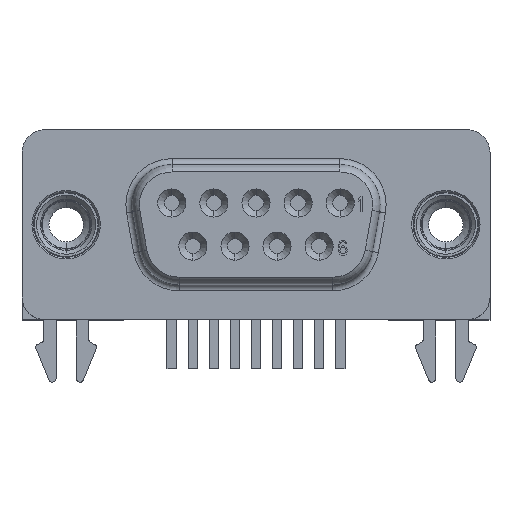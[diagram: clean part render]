
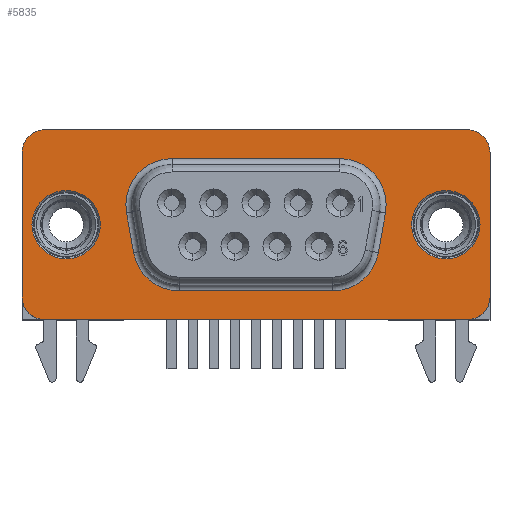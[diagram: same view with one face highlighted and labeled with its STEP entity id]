
A CAD part, top view. The second image highlights one B-rep face of the part: STEP entity #5835.
In plain terms, the highlighted planar face has unit normal (0, 0, 1).
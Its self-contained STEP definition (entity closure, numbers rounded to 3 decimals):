
#650=CARTESIAN_POINT('',(-13.9,4.75,-6.));
#651=DIRECTION('',(0.,0.,-1.));
#652=DIRECTION('',(-1.,0.,0.));
#653=AXIS2_PLACEMENT_3D('',#650,#651,#652);
#655=DIRECTION('',(1.,0.,0.));
#656=VECTOR('',#655,27.8);
#657=CARTESIAN_POINT('',(-13.9,6.25,-6.));
#658=LINE('',#657,#656);
#659=CARTESIAN_POINT('',(13.9,4.75,-6.));
#660=DIRECTION('',(0.,0.,-1.));
#661=DIRECTION('',(0.,1.,0.));
#662=AXIS2_PLACEMENT_3D('',#659,#660,#661);
#664=DIRECTION('',(0.,-1.,0.));
#665=VECTOR('',#664,9.5);
#666=CARTESIAN_POINT('',(15.4,4.75,-6.));
#667=LINE('',#666,#665);
#668=CARTESIAN_POINT('',(13.9,-4.75,-6.));
#669=DIRECTION('',(0.,0.,-1.));
#670=DIRECTION('',(1.,0.,0.));
#671=AXIS2_PLACEMENT_3D('',#668,#669,#670);
#673=DIRECTION('',(-1.,0.,0.));
#674=VECTOR('',#673,27.8);
#675=CARTESIAN_POINT('',(13.9,-6.25,-6.));
#676=LINE('',#675,#674);
#677=CARTESIAN_POINT('',(-13.9,-4.75,-6.));
#678=DIRECTION('',(0.,0.,-1.));
#679=DIRECTION('',(0.,-1.,0.));
#680=AXIS2_PLACEMENT_3D('',#677,#678,#679);
#682=DIRECTION('',(0.,1.,0.));
#683=VECTOR('',#682,9.5);
#684=CARTESIAN_POINT('',(-15.4,-4.75,-6.));
#685=LINE('',#684,#683);
#696=CARTESIAN_POINT('',(12.495,0.,-6.));
#697=DIRECTION('',(0.,0.,-1.));
#698=DIRECTION('',(0.,1.,0.));
#699=AXIS2_PLACEMENT_3D('',#696,#697,#698);
#701=CARTESIAN_POINT('',(12.495,0.,-6.));
#702=DIRECTION('',(0.,0.,-1.));
#703=DIRECTION('',(0.,-1.,0.));
#704=AXIS2_PLACEMENT_3D('',#701,#702,#703);
#736=CARTESIAN_POINT('',(-12.495,0.,-6.));
#737=DIRECTION('',(0.,0.,-1.));
#738=DIRECTION('',(0.,1.,0.));
#739=AXIS2_PLACEMENT_3D('',#736,#737,#738);
#741=CARTESIAN_POINT('',(-12.495,0.,-6.));
#742=DIRECTION('',(0.,0.,-1.));
#743=DIRECTION('',(0.,-1.,0.));
#744=AXIS2_PLACEMENT_3D('',#741,#742,#743);
#746=CARTESIAN_POINT('',(-5.063,-1.31,-6.));
#747=DIRECTION('',(0.,0.,-1.));
#748=DIRECTION('',(0.,-1.,0.));
#749=AXIS2_PLACEMENT_3D('',#746,#747,#748);
#751=DIRECTION('',(-1.,0.,0.));
#752=VECTOR('',#751,10.126);
#753=CARTESIAN_POINT('',(5.063,-4.35,-6.));
#754=LINE('',#753,#752);
#755=CARTESIAN_POINT('',(5.063,-1.31,-6.));
#756=DIRECTION('',(0.,0.,-1.));
#757=DIRECTION('',(0.985,-0.174,0.));
#758=AXIS2_PLACEMENT_3D('',#755,#756,#757);
#760=DIRECTION('',(-0.174,-0.985,0.));
#761=VECTOR('',#760,2.66);
#762=CARTESIAN_POINT('',(8.519,0.782,-6.));
#763=LINE('',#762,#761);
#764=CARTESIAN_POINT('',(5.525,1.31,-6.));
#765=DIRECTION('',(0.,0.,-1.));
#766=DIRECTION('',(0.,1.,0.));
#767=AXIS2_PLACEMENT_3D('',#764,#765,#766);
#769=DIRECTION('',(1.,0.,0.));
#770=VECTOR('',#769,11.05);
#771=CARTESIAN_POINT('',(-5.525,4.35,-6.));
#772=LINE('',#771,#770);
#773=CARTESIAN_POINT('',(-5.525,1.31,-6.));
#774=DIRECTION('',(0.,0.,-1.));
#775=DIRECTION('',(-0.985,-0.174,0.));
#776=AXIS2_PLACEMENT_3D('',#773,#774,#775);
#778=DIRECTION('',(-0.174,0.985,0.));
#779=VECTOR('',#778,2.66);
#780=CARTESIAN_POINT('',(-8.057,-1.838,-6.));
#781=LINE('',#780,#779);
#4038=CARTESIAN_POINT('',(-15.4,4.75,-6.));
#4039=CARTESIAN_POINT('',(-13.9,6.25,-6.));
#4040=VERTEX_POINT('',#4038);
#4041=VERTEX_POINT('',#4039);
#4042=CARTESIAN_POINT('',(-15.4,-4.75,-6.));
#4043=VERTEX_POINT('',#4042);
#4044=CARTESIAN_POINT('',(-13.9,-6.25,-6.));
#4045=VERTEX_POINT('',#4044);
#4046=CARTESIAN_POINT('',(13.9,-6.25,-6.));
#4047=VERTEX_POINT('',#4046);
#4048=CARTESIAN_POINT('',(15.4,-4.75,-6.));
#4049=VERTEX_POINT('',#4048);
#4050=CARTESIAN_POINT('',(15.4,4.75,-6.));
#4051=VERTEX_POINT('',#4050);
#4052=CARTESIAN_POINT('',(13.9,6.25,-6.));
#4053=VERTEX_POINT('',#4052);
#4846=CARTESIAN_POINT('',(12.495,2.25,-6.));
#4847=CARTESIAN_POINT('',(12.495,-2.25,-6.));
#4848=VERTEX_POINT('',#4846);
#4849=VERTEX_POINT('',#4847);
#4898=CARTESIAN_POINT('',(-12.495,2.25,-6.));
#4899=CARTESIAN_POINT('',(-12.495,-2.25,-6.));
#4900=VERTEX_POINT('',#4898);
#4901=VERTEX_POINT('',#4899);
#4910=CARTESIAN_POINT('',(-5.063,-4.35,-6.));
#4911=CARTESIAN_POINT('',(-8.057,-1.838,-6.));
#4912=VERTEX_POINT('',#4910);
#4913=VERTEX_POINT('',#4911);
#4916=CARTESIAN_POINT('',(-8.519,0.782,-6.));
#4917=VERTEX_POINT('',#4916);
#4920=CARTESIAN_POINT('',(-5.525,4.35,-6.));
#4921=VERTEX_POINT('',#4920);
#4924=CARTESIAN_POINT('',(5.525,4.35,-6.));
#4925=VERTEX_POINT('',#4924);
#4928=CARTESIAN_POINT('',(8.519,0.782,
-6.));
#4929=VERTEX_POINT('',#4928);
#4932=CARTESIAN_POINT('',(8.057,-1.838,-6.));
#4933=VERTEX_POINT('',#4932);
#4936=CARTESIAN_POINT('',(5.063,-4.35,-6.));
#4937=VERTEX_POINT('',#4936);
#5790=CARTESIAN_POINT('',(0.,0.,-6.));
#5791=DIRECTION('',(0.,0.,1.));
#5792=DIRECTION('',(1.,0.,0.));
#5793=AXIS2_PLACEMENT_3D('',#5790,#5791,#5792);
#5794=PLANE('',#5793);
#5796=ORIENTED_EDGE('',*,*,#5795,.T.);
#5798=ORIENTED_EDGE('',*,*,#5797,.T.);
#5800=ORIENTED_EDGE('',*,*,#5799,.T.);
#5802=ORIENTED_EDGE('',*,*,#5801,.T.);
#5804=ORIENTED_EDGE('',*,*,#5803,.T.);
#5806=ORIENTED_EDGE('',*,*,#5805,.T.);
#5808=ORIENTED_EDGE('',*,*,#5807,.T.);
#5810=ORIENTED_EDGE('',*,*,#5809,.T.);
#5811=EDGE_LOOP('',(#5796,#5798,#5800,#5802,#5804,#5806,#5808,#5810));
#5812=FACE_OUTER_BOUND('',#5811,.F.);
#5814=ORIENTED_EDGE('',*,*,#5813,.F.);
#5816=ORIENTED_EDGE('',*,*,#5815,.F.);
#5817=EDGE_LOOP('',(#5814,#5816));
#5818=FACE_BOUND('',#5817,.F.);
#5820=ORIENTED_EDGE('',*,*,#5819,.F.);
#5822=ORIENTED_EDGE('',*,*,#5821,.F.);
#5823=EDGE_LOOP('',(#5820,#5822));
#5824=FACE_BOUND('',#5823,.F.);
#5825=ORIENTED_EDGE('',*,*,#5702,.F.);
#5826=ORIENTED_EDGE('',*,*,#5717,.F.);
#5827=ORIENTED_EDGE('',*,*,#5758,.F.);
#5828=ORIENTED_EDGE('',*,*,#5772,.F.);
#5829=ORIENTED_EDGE('',*,*,#5589,.F.);
#5830=ORIENTED_EDGE('',*,*,#5605,.F.);
#5831=ORIENTED_EDGE('',*,*,#5646,.F.);
#5832=ORIENTED_EDGE('',*,*,#5661,.F.);
#5833=EDGE_LOOP('',(#5825,#5826,#5827,#5828,#5829,#5830,#5831,#5832));
#5834=FACE_BOUND('',#5833,.F.);
#5835=ADVANCED_FACE('',(#5812,#5818,#5824,#5834),#5794,.T.);
#654=CIRCLE('',#653,1.5);
#663=CIRCLE('',#662,1.5);
#672=CIRCLE('',#671,1.5);
#681=CIRCLE('',#680,1.5);
#700=CIRCLE('',#699,2.25);
#705=CIRCLE('',#704,2.25);
#740=CIRCLE('',#739,2.25);
#745=CIRCLE('',#744,2.25);
#750=CIRCLE('',#749,3.04);
#759=CIRCLE('',#758,3.04);
#768=CIRCLE('',#767,3.04);
#777=CIRCLE('',#776,3.04);
#5589=EDGE_CURVE('',#4925,#4929,#768,.T.);
#5605=EDGE_CURVE('',#4921,#4925,#772,.T.);
#5646=EDGE_CURVE('',#4917,#4921,#777,.T.);
#5661=EDGE_CURVE('',#4913,#4917,#781,.T.);
#5702=EDGE_CURVE('',#4912,#4913,#750,.T.);
#5717=EDGE_CURVE('',#4937,#4912,#754,.T.);
#5758=EDGE_CURVE('',#4933,#4937,#759,.T.);
#5772=EDGE_CURVE('',#4929,#4933,#763,.T.);
#5795=EDGE_CURVE('',#4040,#4041,#654,.T.);
#5797=EDGE_CURVE('',#4041,#4053,#658,.T.);
#5799=EDGE_CURVE('',#4053,#4051,#663,.T.);
#5801=EDGE_CURVE('',#4051,#4049,#667,.T.);
#5803=EDGE_CURVE('',#4049,#4047,#672,.T.);
#5805=EDGE_CURVE('',#4047,#4045,#676,.T.);
#5807=EDGE_CURVE('',#4045,#4043,#681,.T.);
#5809=EDGE_CURVE('',#4043,#4040,#685,.T.);
#5813=EDGE_CURVE('',#4848,#4849,#700,.T.);
#5815=EDGE_CURVE('',#4849,#4848,#705,.T.);
#5819=EDGE_CURVE('',#4900,#4901,#740,.T.);
#5821=EDGE_CURVE('',#4901,#4900,#745,.T.);
